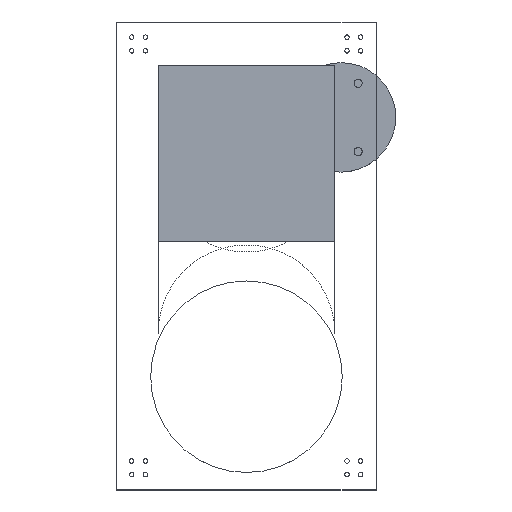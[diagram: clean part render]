
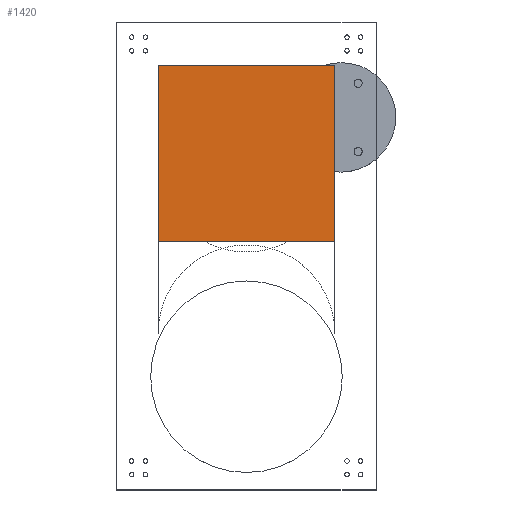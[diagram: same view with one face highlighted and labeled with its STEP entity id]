
A CAD part, top view. The second image highlights one B-rep face of the part: STEP entity #1420.
In plain terms, the highlighted planar face has unit normal (0, 0, 1).
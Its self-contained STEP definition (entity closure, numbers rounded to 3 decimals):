
#1291 = VERTEX_POINT('',#1292);
#1292 = CARTESIAN_POINT('',(-12.9,12.9,1.));
#1298 = EDGE_CURVE('',#1291,#1299,#1301,.T.);
#1299 = VERTEX_POINT('',#1300);
#1300 = CARTESIAN_POINT('',(12.9,12.9,1.));
#1301 = LINE('',#1302,#1303);
#1302 = CARTESIAN_POINT('',(-12.9,12.9,1.));
#1303 = VECTOR('',#1304,1.);
#1304 = DIRECTION('',(1.,0.,0.));
#1329 = EDGE_CURVE('',#1299,#1330,#1332,.T.);
#1330 = VERTEX_POINT('',#1331);
#1331 = CARTESIAN_POINT('',(12.9,-12.9,1.));
#1332 = LINE('',#1333,#1334);
#1333 = CARTESIAN_POINT('',(12.9,12.9,1.));
#1334 = VECTOR('',#1335,1.);
#1335 = DIRECTION('',(0.,-1.,0.));
#1360 = EDGE_CURVE('',#1330,#1361,#1363,.T.);
#1361 = VERTEX_POINT('',#1362);
#1362 = CARTESIAN_POINT('',(-12.9,-12.9,1.));
#1363 = LINE('',#1364,#1365);
#1364 = CARTESIAN_POINT('',(12.9,-12.9,1.));
#1365 = VECTOR('',#1366,1.);
#1366 = DIRECTION('',(-1.,0.,0.));
#1391 = EDGE_CURVE('',#1361,#1291,#1392,.T.);
#1392 = LINE('',#1393,#1394);
#1393 = CARTESIAN_POINT('',(-12.9,-12.9,1.));
#1394 = VECTOR('',#1395,1.);
#1395 = DIRECTION('',(0.,1.,0.));
#1420 = ADVANCED_FACE('',(#1421),#1427,.T.);
#1421 = FACE_BOUND('',#1422,.F.);
#1422 = EDGE_LOOP('',(#1423,#1424,#1425,#1426));
#1423 = ORIENTED_EDGE('',*,*,#1298,.T.);
#1424 = ORIENTED_EDGE('',*,*,#1329,.T.);
#1425 = ORIENTED_EDGE('',*,*,#1360,.T.);
#1426 = ORIENTED_EDGE('',*,*,#1391,.T.);
#1427 = PLANE('',#1428);
#1428 = AXIS2_PLACEMENT_3D('',#1429,#1430,#1431);
#1429 = CARTESIAN_POINT('',(-12.9,12.9,1.));
#1430 = DIRECTION('',(0.,0.,1.));
#1431 = DIRECTION('',(1.,0.,0.));
